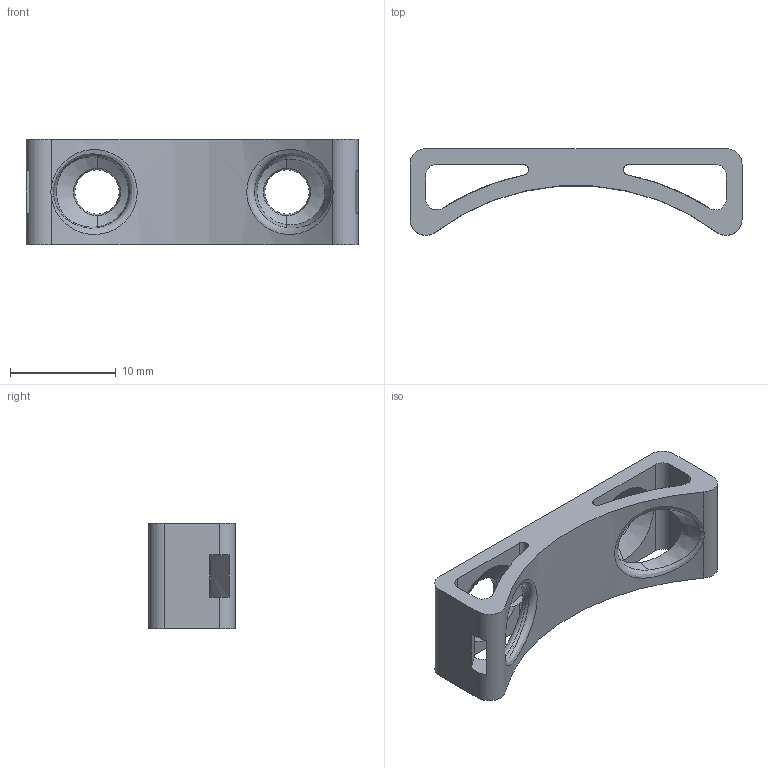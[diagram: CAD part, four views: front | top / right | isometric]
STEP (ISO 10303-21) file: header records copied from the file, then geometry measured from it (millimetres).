
FILE_DESCRIPTION (( 'STEP AP214' ), '1' );
FILE_NAME ('Õîëäåð äëÿ äðîññåëÿ 42,5Õ26,5Õ13,5.STEP', '2024-07-03T08:51:29', ( '' ), ( '' ), 'SwSTEP 2.0', 'SolidWorks 2021', '' );
FILE_SCHEMA (( 'AUTOMOTIVE_DESIGN' ));
Length unit declared in the file: millimetre
Products named in the file (1): Õîëäåð äëÿ äðîññåëÿ 42,5Õ26,5Õ13,5
Bounding box: 31.47 x 8.22 x 10 mm (x, y, z)
Volume: 892.5 mm3; surface area: 1495.9 mm2
Topology: 1 solids, 1 shells, 55 faces, 182 edges, 118 vertices
Faces by surface type: cylinder 22, plane 15, cone 12, bspline 6
Entity records: 3094 total; most frequent: CARTESIAN_POINT 1454, ORIENTED_EDGE 364, DIRECTION 326, EDGE_CURVE 182, AXIS2_PLACEMENT_3D 124, VERTEX_POINT 118, VECTOR 78, LINE 78
